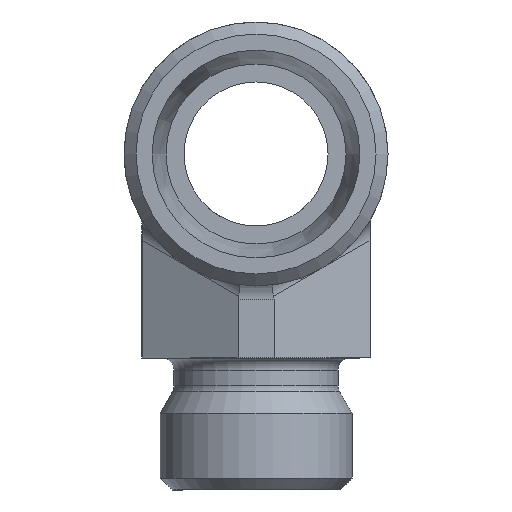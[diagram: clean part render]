
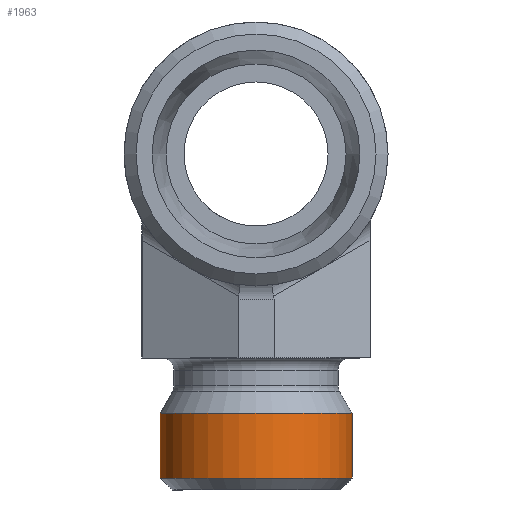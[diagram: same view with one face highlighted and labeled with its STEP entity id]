
A CAD part, front view. The second image highlights one B-rep face of the part: STEP entity #1963.
In plain terms, the highlighted cylindrical face has radius 8 mm (diameter 16 mm), a full revolution.
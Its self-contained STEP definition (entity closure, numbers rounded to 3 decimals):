
#1921=CARTESIAN_POINT('',(-26.985,9.544,-8.));
#1922=VERTEX_POINT('',#1921);
#1923=CARTESIAN_POINT('',(-18.985,9.544,-8.));
#1924=DIRECTION('',(0.0,0.0,-1.0));
#1925=DIRECTION('',(1.0,0.0,0.0));
#1926=AXIS2_PLACEMENT_3D('',#1923,#1924,#1925);
#1927=CIRCLE('',#1926,8.0);
#1928=EDGE_CURVE('',#1922,#1922,#1927,.T.);
#1944=CARTESIAN_POINT('',(-18.985,9.544,-9.));
#1945=DIRECTION('',(0.,0.0,1.0));
#1946=DIRECTION('',(1.0,0.0,0.0));
#1947=AXIS2_PLACEMENT_3D('',#1944,#1945,#1946);
#1948=CYLINDRICAL_SURFACE('',#1947,8.0);
#1949=CARTESIAN_POINT('',(-26.985,9.544,-2.592));
#1950=VERTEX_POINT('',#1949);
#1951=CARTESIAN_POINT('',(-18.985,9.544,-2.592));
#1952=DIRECTION('',(0.0,0.0,-1.0));
#1953=DIRECTION('',(1.0,0.0,0.0));
#1954=AXIS2_PLACEMENT_3D('',#1951,#1952,#1953);
#1955=CIRCLE('',#1954,8.0);
#1956=EDGE_CURVE('',#1950,#1950,#1955,.T.);
#1957=ORIENTED_EDGE('',*,*,#1956,.T.);
#1958=EDGE_LOOP('',(#1957));
#1959=FACE_OUTER_BOUND('',#1958,.T.);
#1960=ORIENTED_EDGE('',*,*,#1928,.F.);
#1961=EDGE_LOOP('',(#1960));
#1962=FACE_BOUND('',#1961,.T.);
#1963=ADVANCED_FACE('',(#1959,#1962),#1948,.T.);
